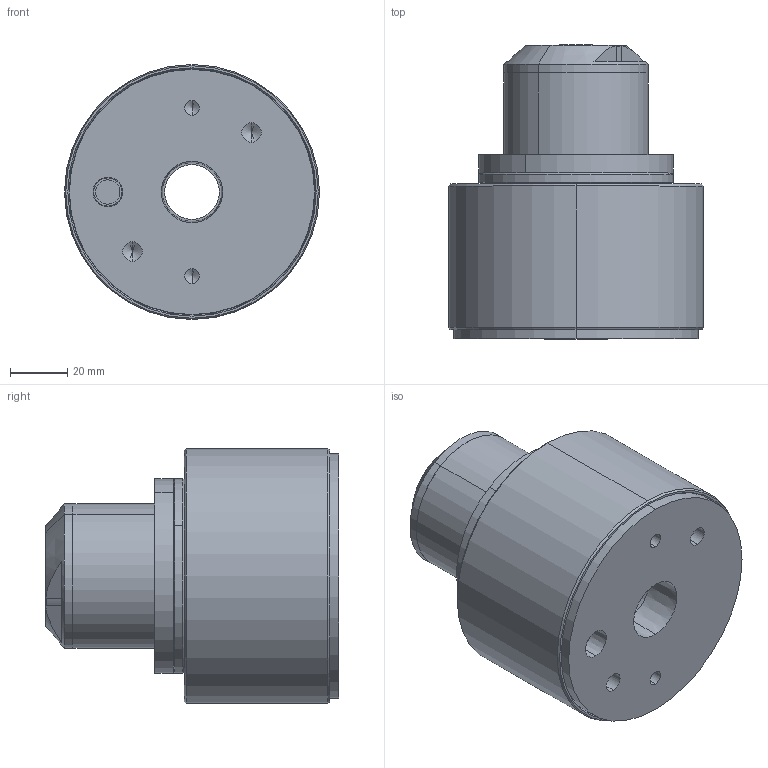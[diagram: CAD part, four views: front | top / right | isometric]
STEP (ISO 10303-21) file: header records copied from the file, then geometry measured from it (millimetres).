
FILE_DESCRIPTION (( 'STEP AP214' ), '1' );
FILE_NAME ('CTSC-002717.STEP', '2025-01-23T13:15:22', ( '' ), ( '' ), 'SwSTEP 2.0', 'SolidWorks 2023', '' );
FILE_SCHEMA (( 'AUTOMOTIVE_DESIGN' ));
Length unit declared in the file: inch
Products named in the file (1): CTSC-002717
Bounding box: 88.9 x 102.41 x 88.9 mm (x, y, z)
Volume: 407310.2 mm3; surface area: 52465.1 mm2
Topology: 1 solids, 2 shells, 87 faces, 195 edges, 118 vertices
Faces by surface type: cylinder 35, cone 28, plane 24
Entity records: 3252 total; most frequent: DIRECTION 455, CARTESIAN_POINT 439, ORIENTED_EDGE 374, EDGE_CURVE 187, AXIS2_PLACEMENT_3D 186, VERTEX_POINT 118, EDGE_LOOP 105, CIRCLE 98
